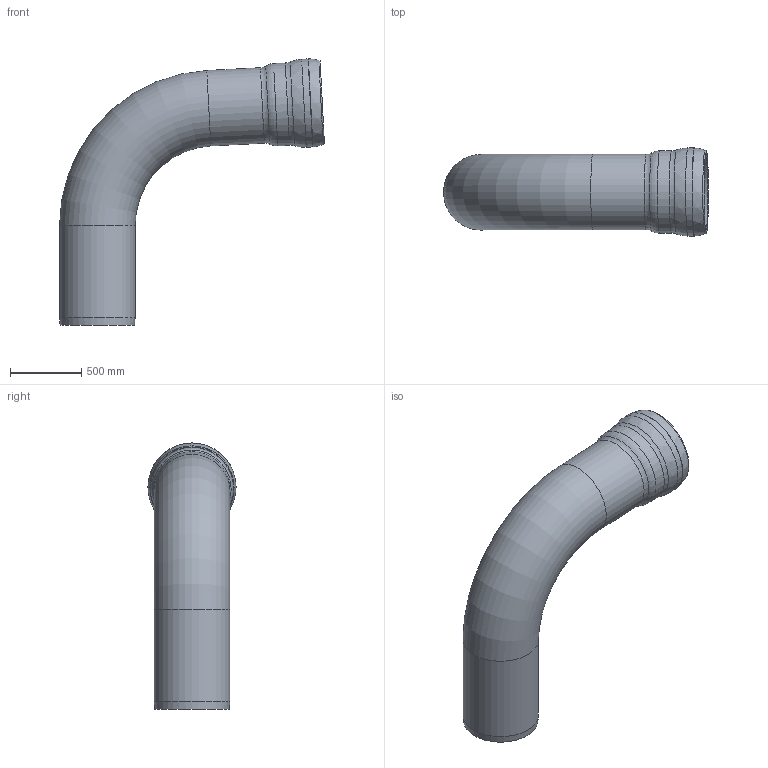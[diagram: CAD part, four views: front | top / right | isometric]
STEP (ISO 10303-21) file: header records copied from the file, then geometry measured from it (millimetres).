
FILE_DESCRIPTION(/* description */ (''),/* implementation_level */ '2;1');
FILE_NAME(/* name */ '4.300.050C_3D.stp',/* time_stamp */ '2024-12-11T08:59:05+01:00',/* author */ ('CAD'),/* organization */ (''),/* preprocessor_version */ 'ST-DEVELOPER v20',/* originating_system */ 'AutoCAD Mechanical',/* authorisation */ '');
FILE_SCHEMA (('AUTOMOTIVE_DESIGN { 1 0 10303 214 3 1 1 }'));
Length unit declared in the file: centimetre
Products named in the file (1): Product
Bounding box: 1858.02 x 618.04 x 1867.02 mm (x, y, z)
Volume: 45814783.7 mm3; surface area: 9187539.2 mm2
Topology: 1 solids, 1 shells, 26 faces, 59 edges, 36 vertices
Faces by surface type: torus 9, cylinder 8, cone 5, bspline 4
Full cylindrical faces by diameter (mm): 510 x2, 530 x2, 558 x1, 578 x1, 598 x1, 618 x1
Entity records: 865 total; most frequent: CARTESIAN_POINT 226, DIRECTION 149, ORIENTED_EDGE 112, AXIS2_PLACEMENT_3D 67, EDGE_CURVE 56, CIRCLE 44, VERTEX_POINT 30, FACE_OUTER_BOUND 26
